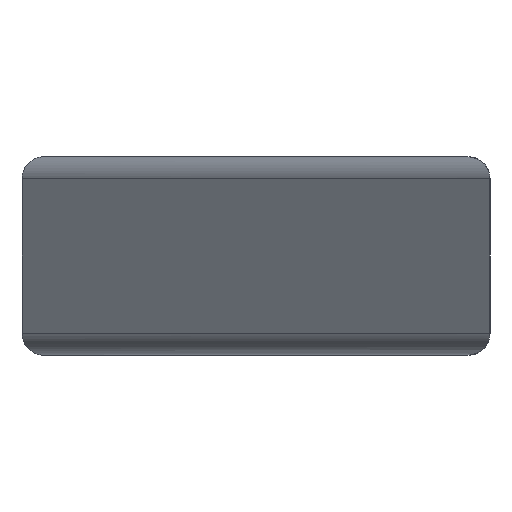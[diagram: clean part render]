
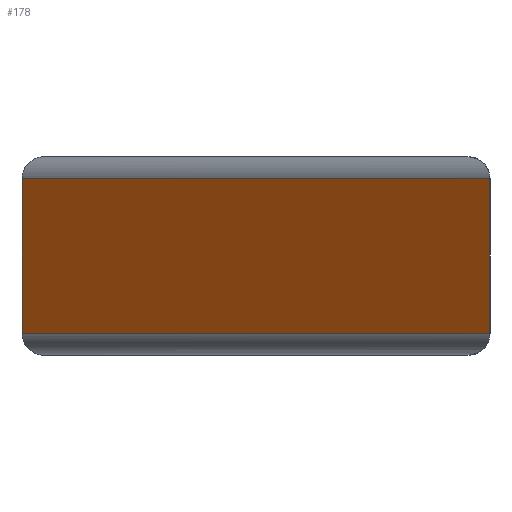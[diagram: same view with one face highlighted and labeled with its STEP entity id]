
A CAD part, left-side view. The second image highlights one B-rep face of the part: STEP entity #178.
In plain terms, the highlighted planar face has unit normal (-0.714, 0.7, 0).
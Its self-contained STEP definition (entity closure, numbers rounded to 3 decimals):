
#11 = CARTESIAN_POINT ( 'NONE',  ( -14.5, -5.3, 4.5 ) ) ;
#13 = EDGE_CURVE ( 'NONE', #323, #503, #487, .T. ) ;
#35 = CARTESIAN_POINT ( 'NONE',  ( -4.1, 5.3, 4. ) ) ;
#37 = CARTESIAN_POINT ( 'NONE',  ( -14.5, -5.3, 4. ) ) ;
#49 = CARTESIAN_POINT ( 'NONE',  ( -4.1, 5.3, 4.5 ) ) ;
#69 = CARTESIAN_POINT ( 'NONE',  ( -14.5, -5.3, 0.5 ) ) ;
#75 = ORIENTED_EDGE ( 'NONE', *, *, #162, .T. ) ;
#78 = EDGE_LOOP ( 'NONE', ( #75, #498, #145, #353 ) ) ;
#85 = DIRECTION ( 'NONE',  ( 0.714, -0.7, 0. ) ) ;
#91 = CARTESIAN_POINT ( 'NONE',  ( -14.5, -5.3, 0.5 ) ) ;
#96 = VERTEX_POINT ( 'NONE', #35 ) ;
#101 = CARTESIAN_POINT ( 'NONE',  ( -14.5, -5.3, 4.5 ) ) ;
#129 = PLANE ( 'NONE',  #252 ) ;
#145 = ORIENTED_EDGE ( 'NONE', *, *, #13, .F. ) ;
#153 = VECTOR ( 'NONE', #246, 1000. ) ;
#162 = EDGE_CURVE ( 'NONE', #96, #238, #429, .T. ) ;
#178 = ADVANCED_FACE ( 'NONE', ( #321 ), #129, .F. ) ;
#199 = EDGE_CURVE ( 'NONE', #238, #503, #401, .T. ) ;
#238 = VERTEX_POINT ( 'NONE', #326 ) ;
#245 = VECTOR ( 'NONE', #352, 1000. ) ;
#246 = DIRECTION ( 'NONE',  ( 0., 0., -1. ) ) ;
#252 = AXIS2_PLACEMENT_3D ( 'NONE', #11, #85, #283 ) ;
#283 = DIRECTION ( 'NONE',  ( 0.7, 0.714, 0. ) ) ;
#321 = FACE_OUTER_BOUND ( 'NONE', #78, .T. ) ;
#323 = VERTEX_POINT ( 'NONE', #334 ) ;
#326 = CARTESIAN_POINT ( 'NONE',  ( -4.1, 5.3, 0.5 ) ) ;
#334 = CARTESIAN_POINT ( 'NONE',  ( -14.5, -5.3, 4. ) ) ;
#352 = DIRECTION ( 'NONE',  ( 0.7, 0.714, 0. ) ) ;
#353 = ORIENTED_EDGE ( 'NONE', *, *, #368, .T. ) ;
#359 = DIRECTION ( 'NONE',  ( -0.7, -0.714, 0. ) ) ;
#368 = EDGE_CURVE ( 'NONE', #323, #96, #386, .T. ) ;
#386 = LINE ( 'NONE', #37, #245 ) ;
#401 = LINE ( 'NONE', #91, #465 ) ;
#429 = LINE ( 'NONE', #49, #478 ) ;
#436 = DIRECTION ( 'NONE',  ( 0., 0., -1. ) ) ;
#465 = VECTOR ( 'NONE', #359, 1000. ) ;
#478 = VECTOR ( 'NONE', #436, 1000. ) ;
#487 = LINE ( 'NONE', #101, #153 ) ;
#498 = ORIENTED_EDGE ( 'NONE', *, *, #199, .T. ) ;
#503 = VERTEX_POINT ( 'NONE', #69 ) ;
